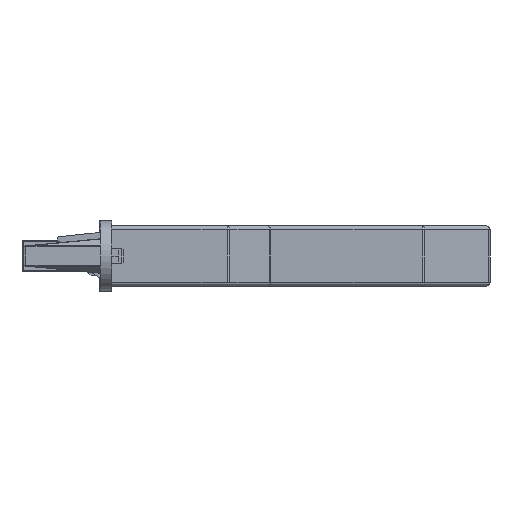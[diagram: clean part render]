
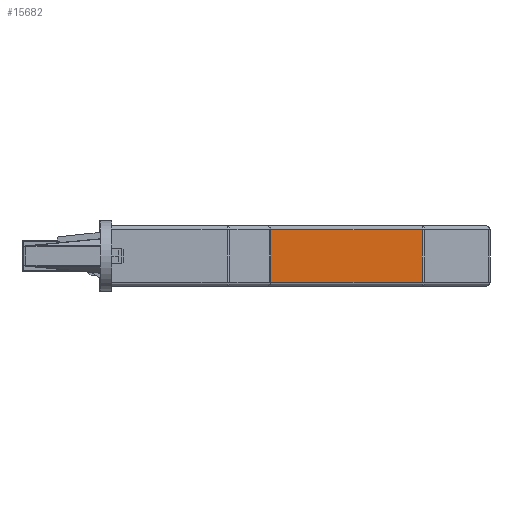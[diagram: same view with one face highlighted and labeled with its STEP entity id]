
A CAD part, front view. The second image highlights one B-rep face of the part: STEP entity #15682.
In plain terms, the highlighted planar face has unit normal (0, -1, 0).
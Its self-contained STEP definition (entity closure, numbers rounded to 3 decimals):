
#922 = FACE_OUTER_BOUND ( 'NONE', #15944, .T. ) ;
#1228 = VECTOR ( 'NONE', #5753, 1000. ) ;
#1602 = CIRCLE ( 'NONE', #20829, 1.75 ) ;
#2001 = EDGE_CURVE ( 'NONE', #19651, #13388, #11357, .T. ) ;
#2295 = AXIS2_PLACEMENT_3D ( 'NONE', #10339, #15763, #14116 ) ;
#3092 = VERTEX_POINT ( 'NONE', #11738 ) ;
#3325 = CARTESIAN_POINT ( 'NONE',  ( 44.75, -14.7, 7.75 ) ) ;
#3646 = VECTOR ( 'NONE', #19899, 1000. ) ;
#5376 = CARTESIAN_POINT ( 'NONE',  ( 14., -14.7, 12.75 ) ) ;
#5503 = VERTEX_POINT ( 'NONE', #9771 ) ;
#5753 = DIRECTION ( 'NONE',  ( 0., 0., 1. ) ) ;
#6243 = PLANE ( 'NONE',  #14640 ) ;
#6270 = VECTOR ( 'NONE', #11545, 1000. ) ;
#6470 = DIRECTION ( 'NONE',  ( 1., 0., 0. ) ) ;
#7314 = EDGE_CURVE ( 'NONE', #8596, #3092, #20255, .T. ) ;
#7474 = ORIENTED_EDGE ( 'NONE', *, *, #20959, .T. ) ;
#7497 = EDGE_CURVE ( 'NONE', #13388, #19651, #1602, .T. ) ;
#8106 = DIRECTION ( 'NONE',  ( 0., 0., -1. ) ) ;
#8355 = LINE ( 'NONE', #10240, #14692 ) ;
#8596 = VERTEX_POINT ( 'NONE', #13629 ) ;
#9231 = EDGE_CURVE ( 'NONE', #3092, #9986, #11435, .T. ) ;
#9268 = LINE ( 'NONE', #20024, #3646 ) ;
#9603 = EDGE_CURVE ( 'NONE', #5503, #9986, #9268, .T. ) ;
#9771 = CARTESIAN_POINT ( 'NONE',  ( 14., -14.7, -0.75 ) ) ;
#9880 = CARTESIAN_POINT ( 'NONE',  ( 14., -14.7, 12.75 ) ) ;
#9986 = VERTEX_POINT ( 'NONE', #5376 ) ;
#10240 = CARTESIAN_POINT ( 'NONE',  ( 94., -14.7, -0.75 ) ) ;
#10339 = CARTESIAN_POINT ( 'NONE',  ( 44.75, -14.7, 6. ) ) ;
#10340 = DIRECTION ( 'NONE',  ( 0., -1., 0. ) ) ;
#11357 = CIRCLE ( 'NONE', #2295, 1.75 ) ;
#11435 = LINE ( 'NONE', #9880, #6270 ) ;
#11545 = DIRECTION ( 'NONE',  ( -1., 0., 0. ) ) ;
#11738 = CARTESIAN_POINT ( 'NONE',  ( 93.586, -14.7, 12.75 ) ) ;
#11775 = CARTESIAN_POINT ( 'NONE',  ( 44.75, -14.7, 4.25 ) ) ;
#13388 = VERTEX_POINT ( 'NONE', #3325 ) ;
#13393 = ORIENTED_EDGE ( 'NONE', *, *, #7314, .T. ) ;
#13629 = CARTESIAN_POINT ( 'NONE',  ( 93.586, -14.7, -0.75 ) ) ;
#14116 = DIRECTION ( 'NONE',  ( 0., 0., -1. ) ) ;
#14640 = AXIS2_PLACEMENT_3D ( 'NONE', #18767, #22169, #16868 ) ;
#14692 = VECTOR ( 'NONE', #6470, 1000. ) ;
#14935 = ORIENTED_EDGE ( 'NONE', *, *, #9603, .F. ) ;
#14989 = FACE_BOUND ( 'NONE', #16621, .T. ) ;
#15392 = ORIENTED_EDGE ( 'NONE', *, *, #9231, .T. ) ;
#15682 = ADVANCED_FACE ( 'NONE', ( #14989, #922 ), #6243, .T. ) ;
#15763 = DIRECTION ( 'NONE',  ( 0., -1., 0. ) ) ;
#15944 = EDGE_LOOP ( 'NONE', ( #14935, #7474, #13393, #15392 ) ) ;
#16621 = EDGE_LOOP ( 'NONE', ( #19519, #18970 ) ) ;
#16868 = DIRECTION ( 'NONE',  ( 1., 0., 0. ) ) ;
#18737 = CARTESIAN_POINT ( 'NONE',  ( 93.586, -14.7, -1.75 ) ) ;
#18767 = CARTESIAN_POINT ( 'NONE',  ( 14., -14.7, -1.75 ) ) ;
#18970 = ORIENTED_EDGE ( 'NONE', *, *, #7497, .F. ) ;
#19314 = CARTESIAN_POINT ( 'NONE',  ( 44.75, -14.7, 6. ) ) ;
#19519 = ORIENTED_EDGE ( 'NONE', *, *, #2001, .F. ) ;
#19651 = VERTEX_POINT ( 'NONE', #11775 ) ;
#19899 = DIRECTION ( 'NONE',  ( 0., 0., 1. ) ) ;
#20024 = CARTESIAN_POINT ( 'NONE',  ( 14., -14.7, -1.75 ) ) ;
#20255 = LINE ( 'NONE', #18737, #1228 ) ;
#20829 = AXIS2_PLACEMENT_3D ( 'NONE', #19314, #10340, #8106 ) ;
#20959 = EDGE_CURVE ( 'NONE', #5503, #8596, #8355, .T. ) ;
#22169 = DIRECTION ( 'NONE',  ( 0., -1., 0. ) ) ;
